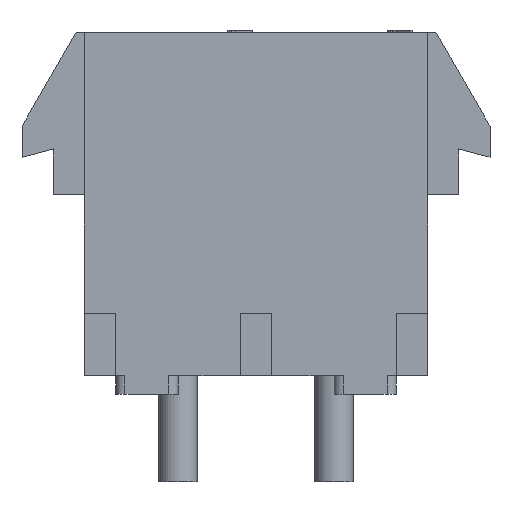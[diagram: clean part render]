
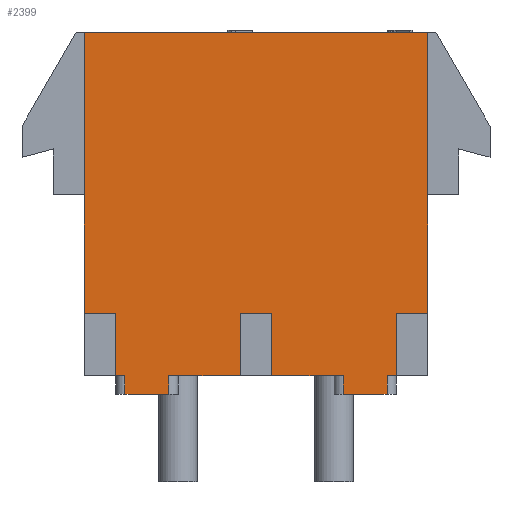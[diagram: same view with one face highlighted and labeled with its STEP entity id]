
A CAD part, front view. The second image highlights one B-rep face of the part: STEP entity #2399.
In plain terms, the highlighted planar face has unit normal (0, -1, 0).
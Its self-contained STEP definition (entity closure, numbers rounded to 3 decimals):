
#84=DIRECTION('',(-1.,0.,0.));
#85=VECTOR('',#84,13.97);
#86=CARTESIAN_POINT('',(6.985,-3.81,0.));
#87=LINE('',#86,#85);
#342=DIRECTION('',(0.,0.,1.));
#343=VECTOR('',#342,11.43);
#344=CARTESIAN_POINT('',(6.985,-3.81,-11.43));
#345=LINE('',#344,#343);
#414=DIRECTION('',(-1.,0.,0.));
#415=VECTOR('',#414,0.381);
#416=CARTESIAN_POINT('',(-5.334,-3.81,-13.97));
#417=LINE('',#416,#415);
#432=DIRECTION('',(-1.,0.,0.));
#433=VECTOR('',#432,2.921);
#434=CARTESIAN_POINT('',(-0.635,-3.81,-13.97));
#435=LINE('',#434,#433);
#448=DIRECTION('',(-1.,0.,0.));
#449=VECTOR('',#448,2.921);
#450=CARTESIAN_POINT('',(3.556,-3.81,-13.97));
#451=LINE('',#450,#449);
#466=DIRECTION('',(-1.,0.,0.));
#467=VECTOR('',#466,0.381);
#468=CARTESIAN_POINT('',(5.715,-3.81,-13.97));
#469=LINE('',#468,#467);
#564=DIRECTION('',(-1.,0.,0.));
#565=VECTOR('',#564,1.778);
#566=CARTESIAN_POINT('',(5.334,-3.81,-14.732));
#567=LINE('',#566,#565);
#605=DIRECTION('',(-1.,0.,0.));
#606=VECTOR('',#605,1.778);
#607=CARTESIAN_POINT('',(-3.556,-3.81,-14.732));
#608=LINE('',#607,#606);
#626=DIRECTION('',(0.,0.,-1.));
#627=VECTOR('',#626,0.762);
#628=CARTESIAN_POINT('',(-3.556,-3.81,-13.97));
#629=LINE('',#628,#627);
#630=DIRECTION('',(0.,0.,1.));
#631=VECTOR('',#630,2.54);
#632=CARTESIAN_POINT('',(-5.715,-3.81,-13.97));
#633=LINE('',#632,#631);
#634=DIRECTION('',(1.,0.,0.));
#635=VECTOR('',#634,1.27);
#636=CARTESIAN_POINT('',(-6.985,-3.81,-11.43));
#637=LINE('',#636,#635);
#638=DIRECTION('',(0.,0.,1.));
#639=VECTOR('',#638,11.43);
#640=CARTESIAN_POINT('',(-6.985,-3.81,-11.43));
#641=LINE('',#640,#639);
#642=DIRECTION('',(1.,0.,0.));
#643=VECTOR('',#642,1.27);
#644=CARTESIAN_POINT('',(5.715,-3.81,-11.43));
#645=LINE('',#644,#643);
#646=DIRECTION('',(0.,0.,1.));
#647=VECTOR('',#646,2.54);
#648=CARTESIAN_POINT('',(5.715,-3.81,-13.97));
#649=LINE('',#648,#647);
#650=DIRECTION('',(0.,0.,-1.));
#651=VECTOR('',#650,0.762);
#652=CARTESIAN_POINT('',(5.334,-3.81,-13.97));
#653=LINE('',#652,#651);
#654=DIRECTION('',(0.,0.,1.));
#655=VECTOR('',#654,2.54);
#656=CARTESIAN_POINT('',(0.635,-3.81,-13.97));
#657=LINE('',#656,#655);
#658=DIRECTION('',(1.,0.,0.));
#659=VECTOR('',#658,1.27);
#660=CARTESIAN_POINT('',(-0.635,-3.81,-11.43));
#661=LINE('',#660,#659);
#662=DIRECTION('',(0.,0.,1.));
#663=VECTOR('',#662,2.54);
#664=CARTESIAN_POINT('',(-0.635,-3.81,-13.97));
#665=LINE('',#664,#663);
#674=DIRECTION('',(0.,0.,-1.));
#675=VECTOR('',#674,0.762);
#676=CARTESIAN_POINT('',(-5.334,-3.81,-13.97));
#677=LINE('',#676,#675);
#822=DIRECTION('',(0.,0.,-1.));
#823=VECTOR('',#822,0.762);
#824=CARTESIAN_POINT('',(3.556,-3.81,-13.97));
#825=LINE('',#824,#823);
#1410=CARTESIAN_POINT('',(-6.985,-3.81,0.));
#1412=VERTEX_POINT('',#1410);
#1414=CARTESIAN_POINT('',(6.985,-3.81,0.));
#1415=VERTEX_POINT('',#1414);
#1490=CARTESIAN_POINT('',(5.334,-3.81,-14.732));
#1491=CARTESIAN_POINT('',(3.556,-3.81,-14.732));
#1492=VERTEX_POINT('',#1490);
#1493=VERTEX_POINT('',#1491);
#1506=CARTESIAN_POINT('',(3.556,-3.81,-13.97));
#1508=VERTEX_POINT('',#1506);
#1512=CARTESIAN_POINT('',(5.334,-3.81,-13.97));
#1513=VERTEX_POINT('',#1512);
#1586=CARTESIAN_POINT('',(-5.334,-3.81,-14.732));
#1588=VERTEX_POINT('',#1586);
#1592=CARTESIAN_POINT('',(-3.556,-3.81,-14.732));
#1593=VERTEX_POINT('',#1592);
#1602=CARTESIAN_POINT('',(-5.334,-3.81,-13.97));
#1604=VERTEX_POINT('',#1602);
#1608=CARTESIAN_POINT('',(-3.556,-3.81,-13.97));
#1609=VERTEX_POINT('',#1608);
#1798=CARTESIAN_POINT('',(-6.985,-3.81,-11.43));
#1799=CARTESIAN_POINT('',(-5.715,-3.81,-11.43));
#1800=VERTEX_POINT('',#1798);
#1801=VERTEX_POINT('',#1799);
#1802=CARTESIAN_POINT('',(-0.635,-3.81,-11.43));
#1803=CARTESIAN_POINT('',(0.635,-3.81,-11.43));
#1804=VERTEX_POINT('',#1802);
#1805=VERTEX_POINT('',#1803);
#1806=CARTESIAN_POINT('',(-5.715,-3.81,-13.97));
#1807=VERTEX_POINT('',#1806);
#1808=CARTESIAN_POINT('',(0.635,-3.81,-13.97));
#1809=VERTEX_POINT('',#1808);
#1810=CARTESIAN_POINT('',(-0.635,-3.81,-13.97));
#1811=VERTEX_POINT('',#1810);
#1820=CARTESIAN_POINT('',(5.715,-3.81,-11.43));
#1821=CARTESIAN_POINT('',(6.985,-3.81,-11.43));
#1822=VERTEX_POINT('',#1820);
#1823=VERTEX_POINT('',#1821);
#1824=CARTESIAN_POINT('',(5.715,-3.81,-13.97));
#1825=VERTEX_POINT('',#1824);
#2360=CARTESIAN_POINT('',(-6.985,-3.81,0.));
#2361=DIRECTION('',(0.,-1.,0.));
#2362=DIRECTION('',(1.,0.,0.));
#2363=AXIS2_PLACEMENT_3D('',#2360,#2361,#2362);
#2364=PLANE('',#2363);
#2365=ORIENTED_EDGE('',*,*,#2079,.T.);
#2367=ORIENTED_EDGE('',*,*,#2366,.T.);
#2368=ORIENTED_EDGE('',*,*,#2326,.T.);
#2370=ORIENTED_EDGE('',*,*,#2369,.F.);
#2371=ORIENTED_EDGE('',*,*,#2071,.T.);
#2373=ORIENTED_EDGE('',*,*,#2372,.T.);
#2375=ORIENTED_EDGE('',*,*,#2374,.F.);
#2377=ORIENTED_EDGE('',*,*,#2376,.T.);
#2378=ORIENTED_EDGE('',*,*,#1837,.F.);
#2379=ORIENTED_EDGE('',*,*,#2032,.F.);
#2381=ORIENTED_EDGE('',*,*,#2380,.F.);
#2383=ORIENTED_EDGE('',*,*,#2382,.F.);
#2384=ORIENTED_EDGE('',*,*,#2095,.T.);
#2386=ORIENTED_EDGE('',*,*,#2385,.T.);
#2387=ORIENTED_EDGE('',*,*,#2296,.T.);
#2389=ORIENTED_EDGE('',*,*,#2388,.F.);
#2390=ORIENTED_EDGE('',*,*,#2087,.T.);
#2392=ORIENTED_EDGE('',*,*,#2391,.T.);
#2394=ORIENTED_EDGE('',*,*,#2393,.F.);
#2396=ORIENTED_EDGE('',*,*,#2395,.F.);
#2397=EDGE_LOOP('',(#2365,#2367,#2368,#2370,#2371,#2373,#2375,#2377,#2378,#2379,
#2381,#2383,#2384,#2386,#2387,#2389,#2390,#2392,#2394,#2396));
#2398=FACE_OUTER_BOUND('',#2397,.F.);
#2399=ADVANCED_FACE('',(#2398),#2364,.T.);
#1837=EDGE_CURVE('',#1415,#1412,#87,.T.);
#2032=EDGE_CURVE('',#1823,#1415,#345,.T.);
#2071=EDGE_CURVE('',#1604,#1807,#417,.T.);
#2079=EDGE_CURVE('',#1811,#1609,#435,.T.);
#2087=EDGE_CURVE('',#1508,#1809,#451,.T.);
#2095=EDGE_CURVE('',#1825,#1513,#469,.T.);
#2296=EDGE_CURVE('',#1492,#1493,#567,.T.);
#2326=EDGE_CURVE('',#1593,#1588,#608,.T.);
#2366=EDGE_CURVE('',#1609,#1593,#629,.T.);
#2369=EDGE_CURVE('',#1604,#1588,#677,.T.);
#2372=EDGE_CURVE('',#1807,#1801,#633,.T.);
#2374=EDGE_CURVE('',#1800,#1801,#637,.T.);
#2376=EDGE_CURVE('',#1800,#1412,#641,.T.);
#2380=EDGE_CURVE('',#1822,#1823,#645,.T.);
#2382=EDGE_CURVE('',#1825,#1822,#649,.T.);
#2385=EDGE_CURVE('',#1513,#1492,#653,.T.);
#2388=EDGE_CURVE('',#1508,#1493,#825,.T.);
#2391=EDGE_CURVE('',#1809,#1805,#657,.T.);
#2393=EDGE_CURVE('',#1804,#1805,#661,.T.);
#2395=EDGE_CURVE('',#1811,#1804,#665,.T.);
